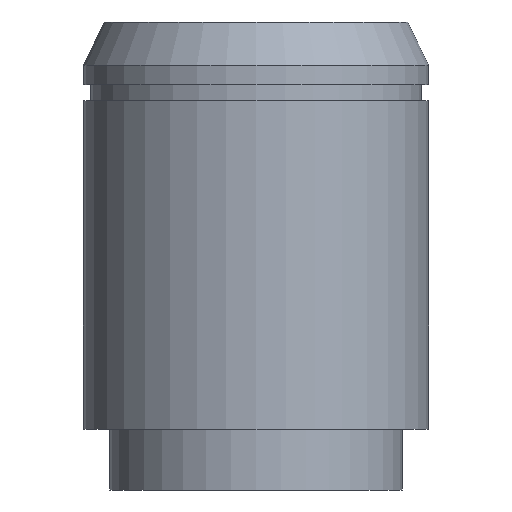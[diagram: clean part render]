
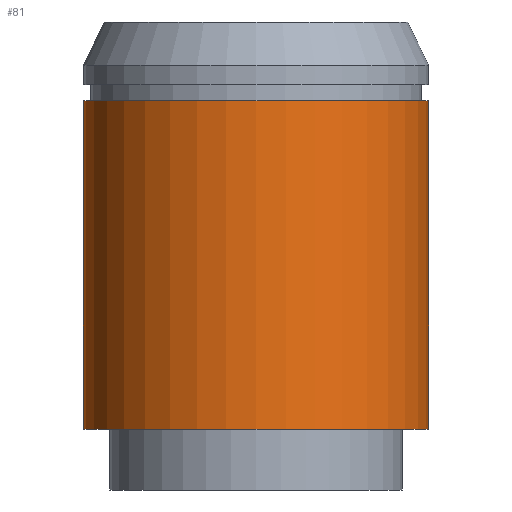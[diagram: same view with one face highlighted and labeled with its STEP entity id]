
A CAD part, front view. The second image highlights one B-rep face of the part: STEP entity #81.
In plain terms, the highlighted cylindrical face has radius 12 mm (diameter 24 mm), a partial arc.
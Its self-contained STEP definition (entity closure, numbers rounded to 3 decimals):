
#12 = FACE_OUTER_BOUND ( 'NONE', #158, .T. ) ;
#19 = CARTESIAN_POINT ( 'NONE',  ( -12., 0., 3.44 ) ) ;
#49 = VERTEX_POINT ( 'NONE', #273 ) ;
#57 = VECTOR ( 'NONE', #72, 1000. ) ;
#64 = EDGE_CURVE ( 'NONE', #383, #49, #394, .T. ) ;
#72 = DIRECTION ( 'NONE',  ( 0., 0., 1. ) ) ;
#76 = EDGE_CURVE ( 'NONE', #49, #575, #247, .T. ) ;
#81 = ADVANCED_FACE ( 'NONE', ( #12 ), #139, .T. ) ;
#120 = CARTESIAN_POINT ( 'NONE',  ( 0., 0., 3.44 ) ) ;
#121 = VECTOR ( 'NONE', #277, 1000. ) ;
#138 = LINE ( 'NONE', #509, #57 ) ;
#139 = CYLINDRICAL_SURFACE ( 'NONE', #250, 12. ) ;
#149 = ORIENTED_EDGE ( 'NONE', *, *, #76, .T. ) ;
#158 = EDGE_LOOP ( 'NONE', ( #590, #555, #149, #353 ) ) ;
#168 = CARTESIAN_POINT ( 'NONE',  ( 0., 0., 0. ) ) ;
#209 = CIRCLE ( 'NONE', #251, 12. ) ;
#213 = DIRECTION ( 'NONE',  ( 1., 0., 0. ) ) ;
#221 = DIRECTION ( 'NONE',  ( 0., 0., 1. ) ) ;
#247 = LINE ( 'NONE', #560, #121 ) ;
#250 = AXIS2_PLACEMENT_3D ( 'NONE', #168, #558, #213 ) ;
#251 = AXIS2_PLACEMENT_3D ( 'NONE', #367, #221, #610 ) ;
#273 = CARTESIAN_POINT ( 'NONE',  ( 12., 0., 3.44 ) ) ;
#277 = DIRECTION ( 'NONE',  ( 0., 0., 1. ) ) ;
#353 = ORIENTED_EDGE ( 'NONE', *, *, #576, .F. ) ;
#367 = CARTESIAN_POINT ( 'NONE',  ( 0., 0., 26.25 ) ) ;
#383 = VERTEX_POINT ( 'NONE', #19 ) ;
#394 = CIRCLE ( 'NONE', #443, 12. ) ;
#443 = AXIS2_PLACEMENT_3D ( 'NONE', #120, #553, #459 ) ;
#459 = DIRECTION ( 'NONE',  ( 1., 0., 0. ) ) ;
#480 = VERTEX_POINT ( 'NONE', #520 ) ;
#509 = CARTESIAN_POINT ( 'NONE',  ( -12., 0., 0. ) ) ;
#510 = EDGE_CURVE ( 'NONE', #383, #480, #138, .T. ) ;
#512 = CARTESIAN_POINT ( 'NONE',  ( 12., 0., 26.25 ) ) ;
#520 = CARTESIAN_POINT ( 'NONE',  ( -12., 0., 26.25 ) ) ;
#553 = DIRECTION ( 'NONE',  ( 0., 0., 1. ) ) ;
#555 = ORIENTED_EDGE ( 'NONE', *, *, #64, .T. ) ;
#558 = DIRECTION ( 'NONE',  ( 0., 0., 1. ) ) ;
#560 = CARTESIAN_POINT ( 'NONE',  ( 12., 0., 0. ) ) ;
#575 = VERTEX_POINT ( 'NONE', #512 ) ;
#576 = EDGE_CURVE ( 'NONE', #480, #575, #209, .T. ) ;
#590 = ORIENTED_EDGE ( 'NONE', *, *, #510, .F. ) ;
#610 = DIRECTION ( 'NONE',  ( 1., 0., 0. ) ) ;
